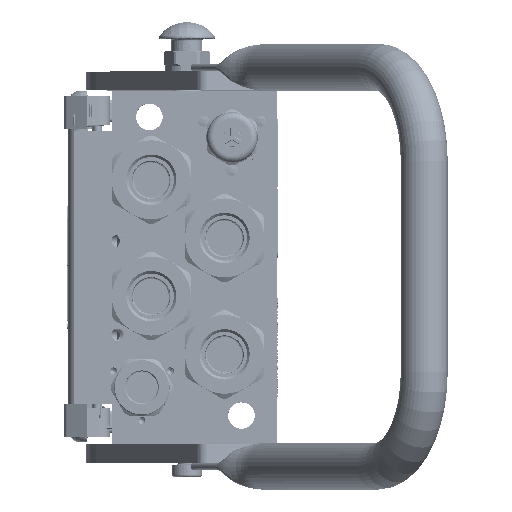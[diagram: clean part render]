
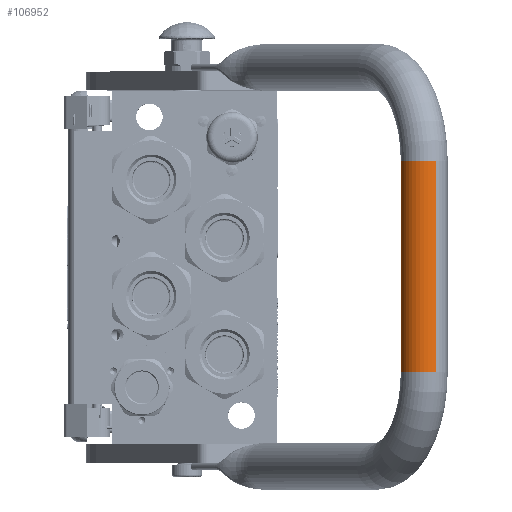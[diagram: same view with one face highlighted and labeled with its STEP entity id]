
A CAD part, top view. The second image highlights one B-rep face of the part: STEP entity #106952.
In plain terms, the highlighted cylindrical face has radius 12.5 mm (diameter 25 mm), a partial arc.
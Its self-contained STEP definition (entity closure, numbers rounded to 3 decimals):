
#497 = DIRECTION ( 'NONE',  ( 1., 0., 0. ) ) ;
#1849 = DIRECTION ( 'NONE',  ( -1., 0., 0. ) ) ;
#3795 = AXIS2_PLACEMENT_3D ( 'NONE', #50637, #1849, #147648 ) ;
#4196 = CARTESIAN_POINT ( 'NONE',  ( -56.25, 0., 167.5 ) ) ;
#11298 = DIRECTION ( 'NONE',  ( 1., 0., 0. ) ) ;
#12969 = VERTEX_POINT ( 'NONE', #155858 ) ;
#20197 = DIRECTION ( 'NONE',  ( 1., 0., 0. ) ) ;
#32827 = EDGE_CURVE ( 'NONE', #47994, #59219, #84707, .T. ) ;
#33202 = CARTESIAN_POINT ( 'NONE',  ( -56.25, 0., 180. ) ) ;
#39261 = EDGE_CURVE ( 'NONE', #47994, #12969, #96851, .T. ) ;
#41323 = CARTESIAN_POINT ( 'NONE',  ( -56.25, 0., 155. ) ) ;
#47994 = VERTEX_POINT ( 'NONE', #180640 ) ;
#50637 = CARTESIAN_POINT ( 'NONE',  ( -56.25, 0., 167.5 ) ) ;
#55687 = DIRECTION ( 'NONE',  ( 1., 0., 0. ) ) ;
#59219 = VERTEX_POINT ( 'NONE', #200903 ) ;
#59261 = ORIENTED_EDGE ( 'NONE', *, *, #39261, .T. ) ;
#63851 = LINE ( 'NONE', #41323, #166139 ) ;
#66235 = CIRCLE ( 'NONE', #106682, 12.5 ) ;
#73154 = EDGE_LOOP ( 'NONE', ( #151201, #75456, #80348, #59261 ) ) ;
#75456 = ORIENTED_EDGE ( 'NONE', *, *, #105455, .F. ) ;
#80348 = ORIENTED_EDGE ( 'NONE', *, *, #32827, .F. ) ;
#84707 = LINE ( 'NONE', #33202, #139623 ) ;
#96851 = CIRCLE ( 'NONE', #118861, 12.5 ) ;
#105455 = EDGE_CURVE ( 'NONE', #59219, #204247, #66235, .T. ) ;
#106682 = AXIS2_PLACEMENT_3D ( 'NONE', #152680, #55687, #151341 ) ;
#106952 = ADVANCED_FACE ( 'NONE', ( #193063 ), #110641, .T. ) ;
#110641 = CYLINDRICAL_SURFACE ( 'NONE', #3795, 12.5 ) ;
#118861 = AXIS2_PLACEMENT_3D ( 'NONE', #4196, #20197, #149978 ) ;
#119366 = CARTESIAN_POINT ( 'NONE',  ( 56.25, 0., 155. ) ) ;
#139623 = VECTOR ( 'NONE', #497, 1000. ) ;
#147648 = DIRECTION ( 'NONE',  ( 0., 0., -1. ) ) ;
#149978 = DIRECTION ( 'NONE',  ( 0., 0., 1. ) ) ;
#151201 = ORIENTED_EDGE ( 'NONE', *, *, #184786, .T. ) ;
#151341 = DIRECTION ( 'NONE',  ( 0., 0., 1. ) ) ;
#152680 = CARTESIAN_POINT ( 'NONE',  ( 56.25, 0., 167.5 ) ) ;
#155858 = CARTESIAN_POINT ( 'NONE',  ( -56.25, 0., 155. ) ) ;
#166139 = VECTOR ( 'NONE', #11298, 1000. ) ;
#180640 = CARTESIAN_POINT ( 'NONE',  ( -56.25, 0., 180. ) ) ;
#184786 = EDGE_CURVE ( 'NONE', #12969, #204247, #63851, .T. ) ;
#193063 = FACE_OUTER_BOUND ( 'NONE', #73154, .T. ) ;
#200903 = CARTESIAN_POINT ( 'NONE',  ( 56.25, 0., 180. ) ) ;
#204247 = VERTEX_POINT ( 'NONE', #119366 ) ;
